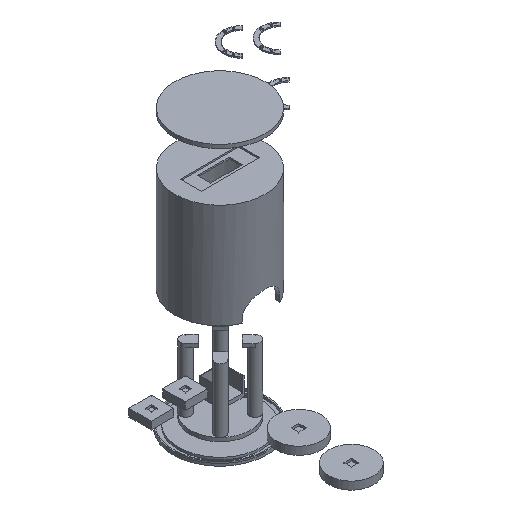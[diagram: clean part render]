
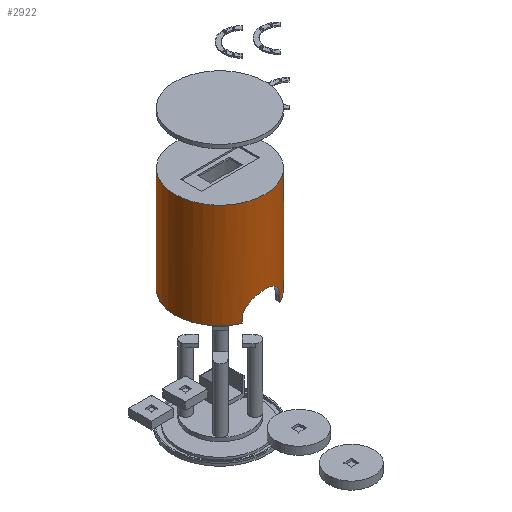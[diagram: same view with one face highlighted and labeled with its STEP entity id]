
A CAD part, isometric view. The second image highlights one B-rep face of the part: STEP entity #2922.
In plain terms, the highlighted cylindrical face has radius 60 mm (diameter 120 mm), a full revolution.
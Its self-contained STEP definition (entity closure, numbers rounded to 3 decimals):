
#14=B_SPLINE_CURVE_WITH_KNOTS('',3,(#4536,#4537,#4538,#4539,#4540,#4541,
#4542,#4543,#4544,#4545,#4546,#4547,#4548,#4549,#4550,#4551,#4552,#4553,
#4554,#4555,#4556,#4557,#4558,#4559,#4560,#4561,#4562,#4563,#4564,#4565,
#4566,#4567,#4568,#4569,#4570,#4571,#4572,#4573,#4574),.UNSPECIFIED.,.F.,
 .F.,(4,3,2,2,2,2,2,2,2,2,2,2,2,2,2,2,2,2,4),(-0.463,0.,
0.478,0.955,1.433,1.91,2.387,
2.864,3.341,3.818,4.295,4.772,
5.249,5.726,6.203,6.681,7.158,
7.636,8.099),.UNSPECIFIED.);
#21=CIRCLE('',#3114,60.);
#22=CIRCLE('',#3115,60.);
#24=CIRCLE('',#3126,60.);
#98=CYLINDRICAL_SURFACE('',#3131,60.);
#282=FACE_OUTER_BOUND('',#468,.T.);
#468=EDGE_LOOP('',(#2301,#2302,#2303,#2304,#2305,#2306));
#777=LINE('',#4629,#1097);
#1097=VECTOR('',#3686,60.);
#1339=VERTEX_POINT('',#4485);
#1340=VERTEX_POINT('',#4487);
#1341=VERTEX_POINT('',#4489);
#1358=VERTEX_POINT('',#4617);
#1663=EDGE_CURVE('',#1339,#1340,#21,.T.);
#1664=EDGE_CURVE('',#1340,#1341,#22,.T.);
#1669=EDGE_CURVE('',#1339,#1341,#14,.F.);
#1690=EDGE_CURVE('',#1358,#1358,#24,.T.);
#1695=EDGE_CURVE('',#1340,#1358,#777,.T.);
#2301=ORIENTED_EDGE('',*,*,#1663,.F.);
#2302=ORIENTED_EDGE('',*,*,#1669,.T.);
#2303=ORIENTED_EDGE('',*,*,#1664,.F.);
#2304=ORIENTED_EDGE('',*,*,#1695,.T.);
#2305=ORIENTED_EDGE('',*,*,#1690,.F.);
#2306=ORIENTED_EDGE('',*,*,#1695,.F.);
#2922=ADVANCED_FACE('',(#282),#98,.T.);
#3114=AXIS2_PLACEMENT_3D('',#4488,#3624,#3625);
#3115=AXIS2_PLACEMENT_3D('',#4490,#3626,#3627);
#3126=AXIS2_PLACEMENT_3D('',#4618,#3670,#3671);
#3131=AXIS2_PLACEMENT_3D('',#4628,#3684,#3685);
#3624=DIRECTION('center_axis',(0.,0.,-1.));
#3625=DIRECTION('ref_axis',(1.,0.,0.));
#3626=DIRECTION('center_axis',(0.,0.,-1.));
#3627=DIRECTION('ref_axis',(1.,0.,0.));
#3670=DIRECTION('center_axis',(0.,0.,1.));
#3671=DIRECTION('ref_axis',(1.,0.,0.));
#3684=DIRECTION('center_axis',(0.,0.,-1.));
#3685=DIRECTION('ref_axis',(1.,0.,0.));
#3686=DIRECTION('',(0.,0.,1.));
#4485=CARTESIAN_POINT('',(450.447,-704.746,23.));
#4487=CARTESIAN_POINT('',(415.,-650.,23.));
#4488=CARTESIAN_POINT('Origin',(475.,-650.,23.));
#4489=CARTESIAN_POINT('',(499.553,-704.746,23.));
#4490=CARTESIAN_POINT('Origin',(475.,-650.,23.));
#4536=CARTESIAN_POINT('Ctrl Pts',(499.553,-704.746,23.));
#4537=CARTESIAN_POINT('Ctrl Pts',(499.855,-704.611,24.576));
#4538=CARTESIAN_POINT('Ctrl Pts',(500.,-704.544,26.164));
#4539=CARTESIAN_POINT('Ctrl Pts',(500.,-704.544,27.709));
#4540=CARTESIAN_POINT('Ctrl Pts',(500.,-704.544,29.301));
#4541=CARTESIAN_POINT('Ctrl Pts',(499.846,-704.615,30.939));
#4542=CARTESIAN_POINT('Ctrl Pts',(499.203,-704.903,34.186));
#4543=CARTESIAN_POINT('Ctrl Pts',(498.715,-705.119,35.793));
#4544=CARTESIAN_POINT('Ctrl Pts',(497.434,-705.652,38.866));
#4545=CARTESIAN_POINT('Ctrl Pts',(496.64,-705.97,40.334));
#4546=CARTESIAN_POINT('Ctrl Pts',(494.812,-706.643,43.044));
#4547=CARTESIAN_POINT('Ctrl Pts',(493.777,-706.998,44.287));
#4548=CARTESIAN_POINT('Ctrl Pts',(491.579,-707.675,46.485));
#4549=CARTESIAN_POINT('Ctrl Pts',(490.337,-708.023,47.519));
#4550=CARTESIAN_POINT('Ctrl Pts',(487.627,-708.673,49.348));
#4551=CARTESIAN_POINT('Ctrl Pts',(486.158,-708.974,50.143));
#4552=CARTESIAN_POINT('Ctrl Pts',(483.083,-709.473,51.425));
#4553=CARTESIAN_POINT('Ctrl Pts',(481.475,-709.672,51.912));
#4554=CARTESIAN_POINT('Ctrl Pts',(478.228,-709.935,52.555));
#4555=CARTESIAN_POINT('Ctrl Pts',(476.59,-710.,52.709));
#4556=CARTESIAN_POINT('Ctrl Pts',(473.41,-710.,52.709));
#4557=CARTESIAN_POINT('Ctrl Pts',(471.772,-709.935,52.555));
#4558=CARTESIAN_POINT('Ctrl Pts',(468.525,-709.672,51.912));
#4559=CARTESIAN_POINT('Ctrl Pts',(466.917,-709.473,51.425));
#4560=CARTESIAN_POINT('Ctrl Pts',(463.842,-708.974,50.143));
#4561=CARTESIAN_POINT('Ctrl Pts',(462.373,-708.673,49.348));
#4562=CARTESIAN_POINT('Ctrl Pts',(459.663,-708.023,47.519));
#4563=CARTESIAN_POINT('Ctrl Pts',(458.421,-707.675,46.485));
#4564=CARTESIAN_POINT('Ctrl Pts',(456.223,-706.998,44.287));
#4565=CARTESIAN_POINT('Ctrl Pts',(455.188,-706.643,43.044));
#4566=CARTESIAN_POINT('Ctrl Pts',(453.36,-705.97,40.334));
#4567=CARTESIAN_POINT('Ctrl Pts',(452.566,-705.652,38.866));
#4568=CARTESIAN_POINT('Ctrl Pts',(451.285,-705.119,35.793));
#4569=CARTESIAN_POINT('Ctrl Pts',(450.797,-704.903,34.186));
#4570=CARTESIAN_POINT('Ctrl Pts',(450.154,-704.615,30.939));
#4571=CARTESIAN_POINT('Ctrl Pts',(450.,-704.544,29.301));
#4572=CARTESIAN_POINT('Ctrl Pts',(450.,-704.544,26.164));
#4573=CARTESIAN_POINT('Ctrl Pts',(450.145,-704.611,24.576));
#4574=CARTESIAN_POINT('Ctrl Pts',(450.447,-704.746,23.));
#4617=CARTESIAN_POINT('',(415.,-650.,162.));
#4618=CARTESIAN_POINT('Origin',(475.,-650.,162.));
#4628=CARTESIAN_POINT('Origin',(475.,-650.,160.));
#4629=CARTESIAN_POINT('',(415.,-650.,160.));
